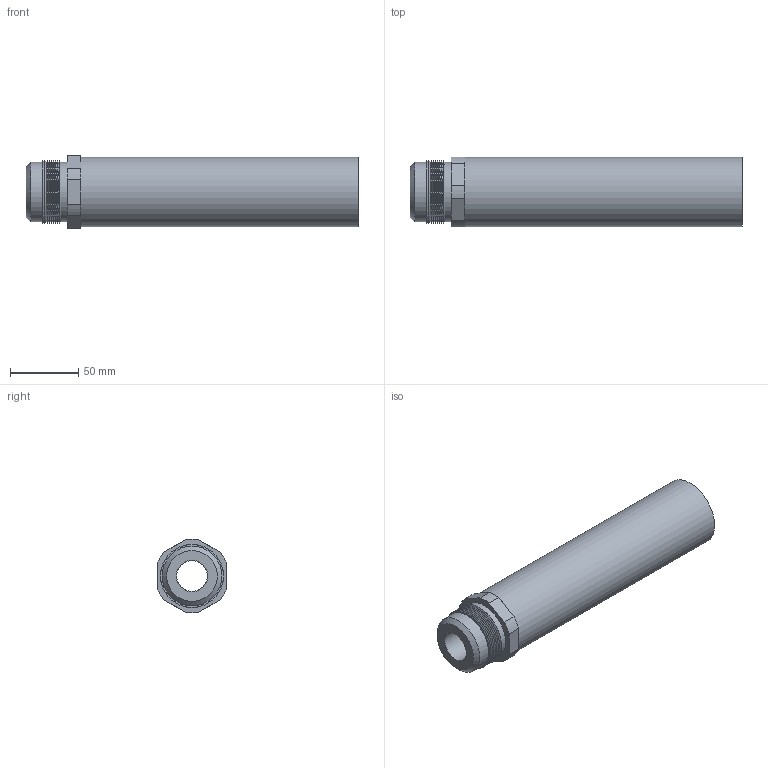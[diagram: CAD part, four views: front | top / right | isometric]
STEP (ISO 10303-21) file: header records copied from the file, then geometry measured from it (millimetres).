
FILE_DESCRIPTION((''),'2;1');
FILE_NAME('3906.stp','2008-11-13T11:20:36',('Andrew Steele'),(''),'Autodesk Inventor 2009','Autodesk Inventor 2009','');
FILE_SCHEMA(('AUTOMOTIVE_DESIGN { 1 0 10303 214 1 1 1 1 }'));
Length unit declared in the file: inch
Products named in the file (1): 3906
Bounding box: 243.33 x 50.8 x 53.96 mm (x, y, z)
Volume: 372546.9 mm3; surface area: 61175.2 mm2
Topology: 1 solids, 1 shells, 48 faces, 102 edges, 59 vertices
Faces by surface type: cone 20, plane 17, cylinder 11
Full cylindrical faces by diameter (mm): 22.352 x1, 23.874 x1, 43.815 x2, 50.8 x1
Entity records: 1184 total; most frequent: DIRECTION 222, CARTESIAN_POINT 185, ORIENTED_EDGE 154, AXIS2_PLACEMENT_3D 96, EDGE_LOOP 78, EDGE_CURVE 77, VERTEX_POINT 59, FACE_OUTER_BOUND 48
